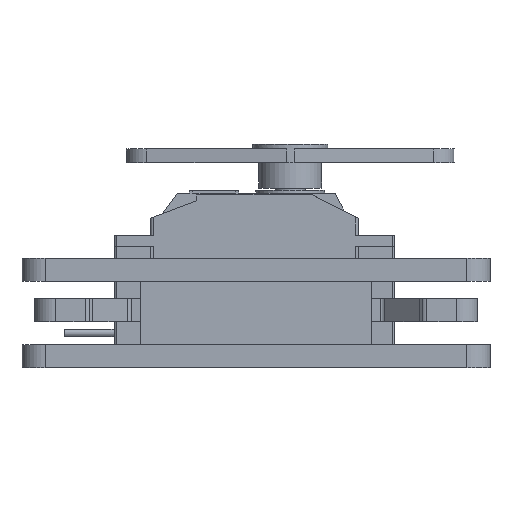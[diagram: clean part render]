
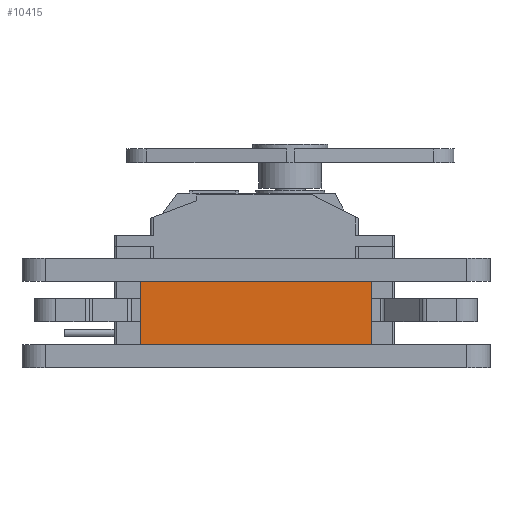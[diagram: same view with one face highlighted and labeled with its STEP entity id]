
A CAD part, front view. The second image highlights one B-rep face of the part: STEP entity #10415.
In plain terms, the highlighted face is planar.
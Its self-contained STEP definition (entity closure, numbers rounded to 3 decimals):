
#506=PLANE('',#11182);
#864=FACE_OUTER_BOUND('',#1490,.T.);
#1490=EDGE_LOOP('',(#7049,#7050,#7051,#7052));
#2207=LINE('',#15479,#3097);
#2215=LINE('',#15494,#3105);
#2216=LINE('',#15496,#3106);
#2217=LINE('',#15497,#3107);
#3097=VECTOR('',#12325,10.);
#3105=VECTOR('',#12337,10.);
#3106=VECTOR('',#12340,10.);
#3107=VECTOR('',#12341,10.);
#4452=VERTEX_POINT('',#15475);
#4454=VERTEX_POINT('',#15478);
#4458=VERTEX_POINT('',#15490);
#4459=VERTEX_POINT('',#15492);
#5450=EDGE_CURVE('',#4452,#4454,#2207,.T.);
#5458=EDGE_CURVE('',#4458,#4459,#2215,.T.);
#5459=EDGE_CURVE('',#4458,#4452,#2216,.T.);
#5460=EDGE_CURVE('',#4454,#4459,#2217,.T.);
#7049=ORIENTED_EDGE('',*,*,#5459,.F.);
#7050=ORIENTED_EDGE('',*,*,#5458,.T.);
#7051=ORIENTED_EDGE('',*,*,#5460,.F.);
#7052=ORIENTED_EDGE('',*,*,#5450,.F.);
#10415=ADVANCED_FACE('',(#864),#506,.T.);
#11182=AXIS2_PLACEMENT_3D('',#15495,#12338,#12339);
#12325=DIRECTION('',(1.,0.,0.));
#12337=DIRECTION('',(1.,0.,0.));
#12338=DIRECTION('center_axis',(0.,0.,1.));
#12339=DIRECTION('ref_axis',(0.,-1.,0.));
#12340=DIRECTION('',(0.,1.,0.));
#12341=DIRECTION('',(0.,-1.,0.));
#15475=CARTESIAN_POINT('',(0.,314.,-10.));
#15478=CARTESIAN_POINT('',(11.,314.,-10.));
#15479=CARTESIAN_POINT('',(0.,314.,-10.));
#15490=CARTESIAN_POINT('',(0.,274.,-10.));
#15492=CARTESIAN_POINT('',(11.,274.,-10.));
#15494=CARTESIAN_POINT('',(0.,274.,-10.));
#15495=CARTESIAN_POINT('Origin',(0.,314.,-10.));
#15496=CARTESIAN_POINT('',(0.,274.,-10.));
#15497=CARTESIAN_POINT('',(11.,274.,-10.));
